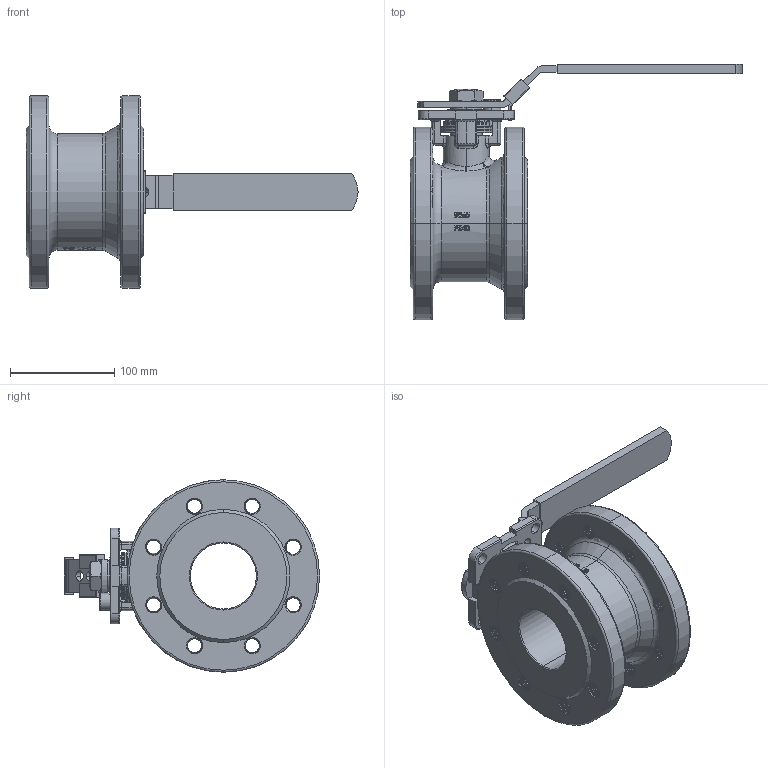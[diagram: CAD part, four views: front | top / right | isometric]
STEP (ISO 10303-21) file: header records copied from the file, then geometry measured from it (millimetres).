
FILE_DESCRIPTION (( 'STEP AP214' ), '1' );
FILE_NAME ('KH156-Kompaktkugelhahn-DN65-PN40-Handhebel-Fergo.STEP', '2022-10-19T13:46:46', ( '' ), ( '' ), 'SwSTEP 2.0', 'SolidWorks 2022', '' );
FILE_SCHEMA (( 'AUTOMOTIVE_DESIGN' ));
Length unit declared in the file: millimetre
Products named in the file (1): KH156-Kompaktkugelhahn-DN65-PN40-Handhebel-Fergo
Bounding box: 319 x 245.25 x 185 mm (x, y, z)
Volume: 1661415.8 mm3; surface area: 242292.5 mm2
Topology: 4 solids, 4 shells, 1412 faces, 4025 edges, 2642 vertices
Faces by surface type: cylinder 655, plane 316, bspline 282, cone 94, torus 59, sphere 6
Entity records: 132030 total; most frequent: CARTESIAN_POINT 85087, ORIENTED_EDGE 7998, DIRECTION 5050, EDGE_CURVE 3999, VERTEX_POINT 2642, AXIS2_PLACEMENT_3D 1783, EDGE_LOOP 1527, VECTOR 1484
